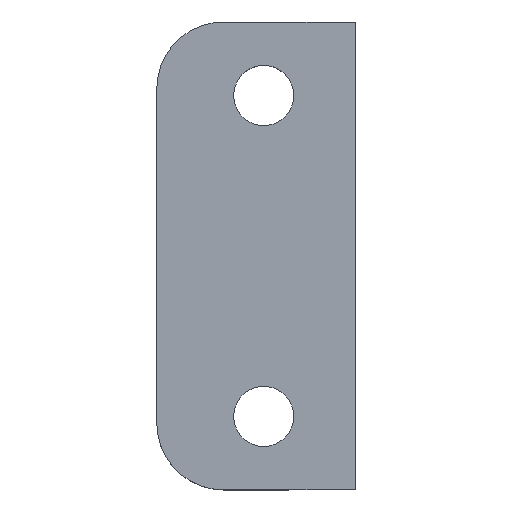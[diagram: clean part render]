
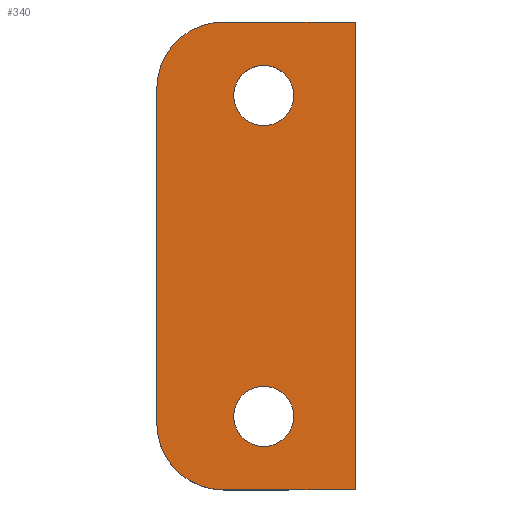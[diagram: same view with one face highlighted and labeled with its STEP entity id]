
A CAD part, top view. The second image highlights one B-rep face of the part: STEP entity #340.
In plain terms, the highlighted planar face has unit normal (0, 0, 1).
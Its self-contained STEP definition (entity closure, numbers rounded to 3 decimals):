
#1 = ORIENTED_EDGE ( 'NONE', *, *, #158, .T. ) ;
#9 = EDGE_CURVE ( 'NONE', #277, #428, #322, .T. ) ;
#10 = FACE_OUTER_BOUND ( 'NONE', #422, .T. ) ;
#12 = EDGE_LOOP ( 'NONE', ( #95, #192 ) ) ;
#14 = DIRECTION ( 'NONE',  ( -1., 0., 0. ) ) ;
#15 = VERTEX_POINT ( 'NONE', #386 ) ;
#16 = CARTESIAN_POINT ( 'NONE',  ( -22.314, 12.5, 4. ) ) ;
#33 = DIRECTION ( 'NONE',  ( 1., 0., 0. ) ) ;
#37 = DIRECTION ( 'NONE',  ( 0., 0., 1. ) ) ;
#40 = VECTOR ( 'NONE', #218, 1000. ) ;
#45 = VECTOR ( 'NONE', #102, 1000. ) ;
#48 = CARTESIAN_POINT ( 'NONE',  ( -12.064, -12., 4. ) ) ;
#59 = CARTESIAN_POINT ( 'NONE',  ( -12.064, 12., 4. ) ) ;
#60 = CARTESIAN_POINT ( 'NONE',  ( -17.314, 17.5, 4. ) ) ;
#64 = CARTESIAN_POINT ( 'NONE',  ( -16.564, 12., 4. ) ) ;
#71 = CARTESIAN_POINT ( 'NONE',  ( -7.47, 17.5, 4. ) ) ;
#74 = CARTESIAN_POINT ( 'NONE',  ( -7.47, 17.5, 4. ) ) ;
#79 = DIRECTION ( 'NONE',  ( 0., 0., 1. ) ) ;
#80 = ORIENTED_EDGE ( 'NONE', *, *, #9, .T. ) ;
#87 = VERTEX_POINT ( 'NONE', #64 ) ;
#93 = ORIENTED_EDGE ( 'NONE', *, *, #99, .T. ) ;
#95 = ORIENTED_EDGE ( 'NONE', *, *, #275, .F. ) ;
#97 = VECTOR ( 'NONE', #269, 1000. ) ;
#99 = EDGE_CURVE ( 'NONE', #359, #452, #323, .T. ) ;
#102 = DIRECTION ( 'NONE',  ( 0., 1., 0. ) ) ;
#107 = CIRCLE ( 'NONE', #268, 2.25 ) ;
#108 = CARTESIAN_POINT ( 'NONE',  ( -17.314, 12.5, 4. ) ) ;
#120 = LINE ( 'NONE', #16, #40 ) ;
#129 = LINE ( 'NONE', #74, #45 ) ;
#142 = EDGE_CURVE ( 'NONE', #425, #359, #129, .T. ) ;
#144 = DIRECTION ( 'NONE',  ( 1., 0., 0. ) ) ;
#147 = DIRECTION ( 'NONE',  ( 0., 0., 1. ) ) ;
#151 = DIRECTION ( 'NONE',  ( 1., 0., 0. ) ) ;
#153 = CARTESIAN_POINT ( 'NONE',  ( -14.314, -12., 4. ) ) ;
#157 = CARTESIAN_POINT ( 'NONE',  ( -17.314, -17.5, 4. ) ) ;
#158 = EDGE_CURVE ( 'NONE', #250, #277, #120, .T. ) ;
#172 = ORIENTED_EDGE ( 'NONE', *, *, #202, .T. ) ;
#180 = FACE_BOUND ( 'NONE', #12, .T. ) ;
#184 = CIRCLE ( 'NONE', #429, 2.25 ) ;
#186 = ORIENTED_EDGE ( 'NONE', *, *, #391, .F. ) ;
#192 = ORIENTED_EDGE ( 'NONE', *, *, #230, .F. ) ;
#195 = DIRECTION ( 'NONE',  ( 1., 0., 0. ) ) ;
#197 = LINE ( 'NONE', #402, #97 ) ;
#201 = VERTEX_POINT ( 'NONE', #48 ) ;
#202 = EDGE_CURVE ( 'NONE', #428, #425, #197, .T. ) ;
#210 = EDGE_CURVE ( 'NONE', #452, #250, #303, .T. ) ;
#211 = CIRCLE ( 'NONE', #432, 2.25 ) ;
#213 = VECTOR ( 'NONE', #14, 1000. ) ;
#217 = AXIS2_PLACEMENT_3D ( 'NONE', #426, #37, #421 ) ;
#218 = DIRECTION ( 'NONE',  ( 0., -1., 0. ) ) ;
#221 = AXIS2_PLACEMENT_3D ( 'NONE', #454, #243, #33 ) ;
#230 = EDGE_CURVE ( 'NONE', #354, #87, #211, .T. ) ;
#243 = DIRECTION ( 'NONE',  ( 0., 0., 1. ) ) ;
#250 = VERTEX_POINT ( 'NONE', #406 ) ;
#266 = AXIS2_PLACEMENT_3D ( 'NONE', #108, #369, #144 ) ;
#268 = AXIS2_PLACEMENT_3D ( 'NONE', #375, #147, #408 ) ;
#269 = DIRECTION ( 'NONE',  ( 1., 0., 0. ) ) ;
#275 = EDGE_CURVE ( 'NONE', #87, #354, #107, .T. ) ;
#276 = ORIENTED_EDGE ( 'NONE', *, *, #210, .T. ) ;
#277 = VERTEX_POINT ( 'NONE', #342 ) ;
#281 = PLANE ( 'NONE',  #343 ) ;
#282 = CARTESIAN_POINT ( 'NONE',  ( -7.47, 17.5, 4. ) ) ;
#298 = ORIENTED_EDGE ( 'NONE', *, *, #455, .F. ) ;
#303 = CIRCLE ( 'NONE', #266, 5. ) ;
#307 = CARTESIAN_POINT ( 'NONE',  ( -14.314, 12., 4. ) ) ;
#313 = CARTESIAN_POINT ( 'NONE',  ( -17.314, 12.5, 4. ) ) ;
#322 = CIRCLE ( 'NONE', #217, 5. ) ;
#323 = LINE ( 'NONE', #71, #213 ) ;
#338 = EDGE_LOOP ( 'NONE', ( #186, #298 ) ) ;
#339 = DIRECTION ( 'NONE',  ( 1., 0., 0. ) ) ;
#340 = ADVANCED_FACE ( 'NONE', ( #180, #10, #367 ), #281, .T. ) ;
#342 = CARTESIAN_POINT ( 'NONE',  ( -22.314, -12.5, 4. ) ) ;
#343 = AXIS2_PLACEMENT_3D ( 'NONE', #313, #377, #151 ) ;
#354 = VERTEX_POINT ( 'NONE', #59 ) ;
#356 = CIRCLE ( 'NONE', #221, 2.25 ) ;
#359 = VERTEX_POINT ( 'NONE', #282 ) ;
#367 = FACE_BOUND ( 'NONE', #338, .T. ) ;
#369 = DIRECTION ( 'NONE',  ( 0., 0., 1. ) ) ;
#373 = ORIENTED_EDGE ( 'NONE', *, *, #142, .T. ) ;
#375 = CARTESIAN_POINT ( 'NONE',  ( -14.314, 12., 4. ) ) ;
#377 = DIRECTION ( 'NONE',  ( 0., 0., 1. ) ) ;
#381 = CARTESIAN_POINT ( 'NONE',  ( -7.47, -17.5, 4. ) ) ;
#386 = CARTESIAN_POINT ( 'NONE',  ( -16.564, -12., 4. ) ) ;
#391 = EDGE_CURVE ( 'NONE', #15, #201, #184, .T. ) ;
#402 = CARTESIAN_POINT ( 'NONE',  ( -17.314, -17.5, 4. ) ) ;
#406 = CARTESIAN_POINT ( 'NONE',  ( -22.314, 12.5, 4. ) ) ;
#408 = DIRECTION ( 'NONE',  ( 1., 0., 0. ) ) ;
#415 = DIRECTION ( 'NONE',  ( 0., 0., 1. ) ) ;
#421 = DIRECTION ( 'NONE',  ( 1., 0., 0. ) ) ;
#422 = EDGE_LOOP ( 'NONE', ( #276, #1, #80, #172, #373, #93 ) ) ;
#425 = VERTEX_POINT ( 'NONE', #381 ) ;
#426 = CARTESIAN_POINT ( 'NONE',  ( -17.314, -12.5, 4. ) ) ;
#428 = VERTEX_POINT ( 'NONE', #157 ) ;
#429 = AXIS2_PLACEMENT_3D ( 'NONE', #153, #415, #195 ) ;
#432 = AXIS2_PLACEMENT_3D ( 'NONE', #307, #79, #339 ) ;
#452 = VERTEX_POINT ( 'NONE', #60 ) ;
#454 = CARTESIAN_POINT ( 'NONE',  ( -14.314, -12., 4. ) ) ;
#455 = EDGE_CURVE ( 'NONE', #201, #15, #356, .T. ) ;
